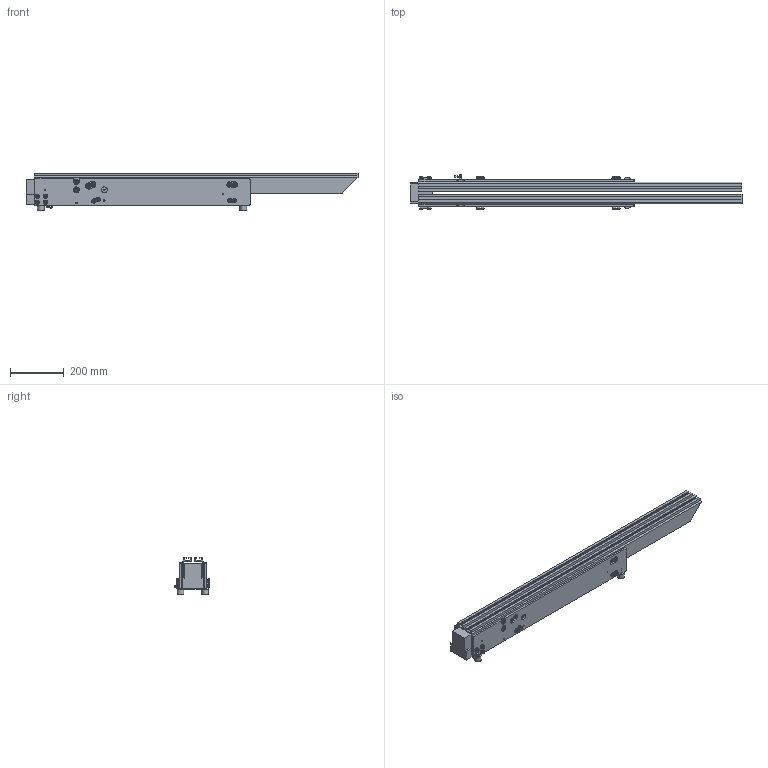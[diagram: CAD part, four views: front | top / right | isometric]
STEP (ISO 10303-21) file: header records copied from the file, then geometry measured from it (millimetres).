
FILE_DESCRIPTION(/* description */ (''),/* implementation_level */ '2;1');
FILE_NAME(/* name */ 'PARU P800-1200 S.stp',/* time_stamp */ '2021-09-30T14:52:57+02:00',/* author */ ('User'),/* organization */ (''),/* preprocessor_version */ 'ST-DEVELOPER v18.1',/* originating_system */ 'Autodesk Inventor 2021',/* authorisation */ '');
FILE_SCHEMA (('CONFIG_CONTROL_DESIGN'));
Products named in the file (19): P800-1200 Dummy; 6-0200-412-00ZUS Federwinkel 20 - 0; Kontergewicht PARU-P-+-6-0200-400-01ETZ; Gegenmasse L800 PARU-P-+-6-0200-410-02ETZ; Schwingmetallpuffer-+-6-0100-400-16ETZ_ _D25; Zugentlastungsschelle Ø6,4 203192 Heyman; Zylinderschraube_DIN_912___M4x10; Schwinger Links L1200 PARU-P-+-6-0200-412-08ETZ; Schwinger Rechts L1200 PARU-P-+-6-0200-412-09ETZ; Zylinderschraube_DIN_912___M8x25_25; Scheibe_DIN_125_1_A_8_4; Erdungsanschluss Potentialausgleich RNA 39901353-+-6-0200-400-89ZUS_m
it PE Erdung; Sechskantschraube DIN933 M5x25 Messing RNA39901469; Sperrkantscheibe verzahnt M5 vz Fa.Würth RNA399014
66; Scheibe A5,4 DIN125 Messing RNA39901471; Rohrkabelschuh (M5) KR6-5 61796610 Fa. Elpress RNA 39000611; Federring mit Schutzmantel A5,3 DIN6913 RNA 39901478; Sechskantmutter M5 ISO4032 Messing RNA39901472; Schutzleiteranschluss PE Aufkleber RNA 35000874-+-N-000002321_-
Assembly tree (79 placements, depth 4):
  P800-1200 Dummy
    6-0200-412-00ZUS Federwinkel 20 - 0
      Kontergewicht PARU-P-+-6-0200-400-01ETZ
      Gegenmasse L800 PARU-P-+-6-0200-410-02ETZ  x2
      Schwingmetallpuffer-+-6-0100-400-16ETZ_ _D25  x4
      Zugentlastungsschelle Ø6,4 203192 Heyman
      Zylinderschraube_DIN_912___M4x10
      Schwinger Links L1200 PARU-P-+-6-0200-412-08ETZ
      Schwinger Rechts L1200 PARU-P-+-6-0200-412-09ETZ
      Zylinderschraube_DIN_912___M8x25_25  x28
      Scheibe_DIN_125_1_A_8_4  x28
      Erdungsanschluss Potentialausgleich RNA 39901353-+-6-0200-400-89ZUS_m
it PE Erdung
        Sechskantschraube DIN933 M5x25 Messing RNA39901469
        Sperrkantscheibe verzahnt M5 vz Fa.Würth RNA399014
66  x2
        Scheibe A5,4 DIN125 Messing RNA39901471  x2
        Sechskantmutter M5 ISO4032 Messing RNA39901472  x2
        Rohrkabelschuh (M5) KR6-5 61796610 Fa. Elpress RNA 39000611
        Federring mit Schutzmantel A5,3 DIN6913 RNA 39901478
      Schutzleiteranschluss PE Aufkleber RNA 35000874-+-N-000002321_-
Bounding box: 1230 x 126.01 x 140 mm (x, y, z)
Volume: 3400875.1 mm3; surface area: 1086724.5 mm2
Topology: 77 solids, 77 shells, 2587 faces, 6969 edges, 4569 vertices
Faces by surface type: plane 1381, cylinder 608, cone 364, torus 224, bspline 10
Full cylindrical faces by diameter (mm): 3.3 x2, 4 x2, 4.1 x7, 4.134 x2, 4.2 x5, 4.3 x2, 5 x7, 5.1 x2, 5.3 x2, 5.5 x7, 6 x33, 6.8 x8, 6.88 x1, 7 x1, 8 x28, 8.2 x1, 8.4 x28, 8.92 x1, 9 x8, 9.08 x1, 10 x10, 10.2 x2, 11 x1, 13 x29, 16 x28, 22 x4, 25 x4
Entity records: 34170 total; most frequent: CARTESIAN_POINT 8070, DIRECTION 5610, ORIENTED_EDGE 5226, EDGE_CURVE 2613, AXIS2_PLACEMENT_3D 2187, VERTEX_POINT 1715, LINE 1236, VECTOR 1236
